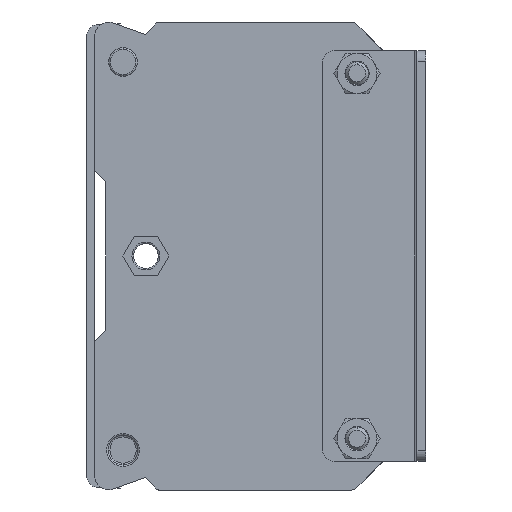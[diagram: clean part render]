
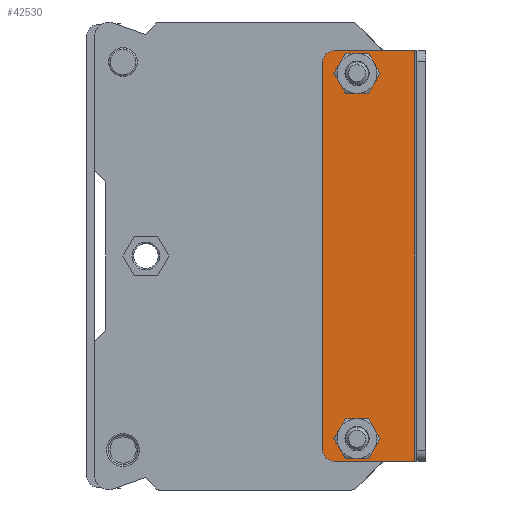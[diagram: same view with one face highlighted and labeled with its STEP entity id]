
A CAD part, left-side view. The second image highlights one B-rep face of the part: STEP entity #42530.
In plain terms, the highlighted planar face has unit normal (-1, 0, 0).
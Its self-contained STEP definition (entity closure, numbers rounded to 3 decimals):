
#8260=DIRECTION('',(0.,0.,1.));
#8261=VECTOR('',#8260,72.);
#8262=CARTESIAN_POINT('',(-1.5,2.,-36.));
#8263=LINE('',#8262,#8261);
#8264=DIRECTION('',(0.,1.,0.));
#8265=VECTOR('',#8264,14.);
#8266=CARTESIAN_POINT('',(-1.5,2.,-36.));
#8267=LINE('',#8266,#8265);
#8268=CARTESIAN_POINT('',(-1.5,16.,-34.));
#8269=DIRECTION('',(1.,0.,0.));
#8270=DIRECTION('',(0.,0.,-1.));
#8271=AXIS2_PLACEMENT_3D('',#8268,#8269,#8270);
#8273=DIRECTION('',(0.,0.,1.));
#8274=VECTOR('',#8273,68.);
#8275=CARTESIAN_POINT('',(-1.5,18.,-34.));
#8276=LINE('',#8275,#8274);
#8277=CARTESIAN_POINT('',(-1.5,16.,34.));
#8278=DIRECTION('',(1.,0.,0.));
#8279=DIRECTION('',(0.,1.,0.));
#8280=AXIS2_PLACEMENT_3D('',#8277,#8278,#8279);
#8282=DIRECTION('',(0.,-1.,0.));
#8283=VECTOR('',#8282,14.);
#8284=CARTESIAN_POINT('',(-1.5,16.,36.));
#8285=LINE('',#8284,#8283);
#8286=CARTESIAN_POINT('',(-1.5,12.,-32.));
#8287=DIRECTION('',(-1.,0.,0.));
#8288=DIRECTION('',(0.,0.866,0.5));
#8289=AXIS2_PLACEMENT_3D('',#8286,#8287,#8288);
#8291=CARTESIAN_POINT('',(-1.5,12.,-32.));
#8292=DIRECTION('',(-1.,0.,0.));
#8293=DIRECTION('',(0.,0.866,-0.5));
#8294=AXIS2_PLACEMENT_3D('',#8291,#8292,#8293);
#8296=CARTESIAN_POINT('',(-1.5,12.,-32.));
#8297=DIRECTION('',(-1.,0.,0.));
#8298=DIRECTION('',(0.,0.,-1.));
#8299=AXIS2_PLACEMENT_3D('',#8296,#8297,#8298);
#8301=CARTESIAN_POINT('',(-1.5,12.,-32.));
#8302=DIRECTION('',(-1.,0.,0.));
#8303=DIRECTION('',(0.,-0.866,-0.5));
#8304=AXIS2_PLACEMENT_3D('',#8301,#8302,#8303);
#8306=CARTESIAN_POINT('',(-1.5,12.,-32.));
#8307=DIRECTION('',(-1.,0.,0.));
#8308=DIRECTION('',(0.,-0.866,0.5));
#8309=AXIS2_PLACEMENT_3D('',#8306,#8307,#8308);
#8311=CARTESIAN_POINT('',(-1.5,12.,-32.));
#8312=DIRECTION('',(-1.,0.,0.));
#8313=DIRECTION('',(0.,0.,1.));
#8314=AXIS2_PLACEMENT_3D('',#8311,#8312,#8313);
#8316=CARTESIAN_POINT('',(-1.5,12.,32.));
#8317=DIRECTION('',(-1.,0.,0.));
#8318=DIRECTION('',(0.,0.866,0.5));
#8319=AXIS2_PLACEMENT_3D('',#8316,#8317,#8318);
#8321=CARTESIAN_POINT('',(-1.5,12.,32.));
#8322=DIRECTION('',(-1.,0.,0.));
#8323=DIRECTION('',(0.,0.866,-0.5));
#8324=AXIS2_PLACEMENT_3D('',#8321,#8322,#8323);
#8326=CARTESIAN_POINT('',(-1.5,12.,32.));
#8327=DIRECTION('',(-1.,0.,0.));
#8328=DIRECTION('',(0.,0.,-1.));
#8329=AXIS2_PLACEMENT_3D('',#8326,#8327,#8328);
#8331=CARTESIAN_POINT('',(-1.5,12.,32.));
#8332=DIRECTION('',(-1.,0.,0.));
#8333=DIRECTION('',(0.,-0.866,-0.5));
#8334=AXIS2_PLACEMENT_3D('',#8331,#8332,#8333);
#8336=CARTESIAN_POINT('',(-1.5,12.,32.));
#8337=DIRECTION('',(-1.,0.,0.));
#8338=DIRECTION('',(0.,-0.866,0.5));
#8339=AXIS2_PLACEMENT_3D('',#8336,#8337,#8338);
#8341=CARTESIAN_POINT('',(-1.5,12.,32.));
#8342=DIRECTION('',(-1.,0.,0.));
#8343=DIRECTION('',(0.,0.,1.));
#8344=AXIS2_PLACEMENT_3D('',#8341,#8342,#8343);
#24912=CARTESIAN_POINT('',(-1.5,16.,-36.));
#24913=CARTESIAN_POINT('',(-1.5,18.,-34.));
#24914=VERTEX_POINT('',#24912);
#24915=VERTEX_POINT('',#24913);
#24916=CARTESIAN_POINT('',(-1.5,18.,34.));
#24917=VERTEX_POINT('',#24916);
#24918=CARTESIAN_POINT('',(-1.5,16.,36.));
#24919=VERTEX_POINT('',#24918);
#24928=CARTESIAN_POINT('',(-1.5,2.,-36.));
#24929=CARTESIAN_POINT('',(-1.5,2.,36.));
#24930=VERTEX_POINT('',#24928);
#24931=VERTEX_POINT('',#24929);
#25130=CARTESIAN_POINT('',(-1.5,15.031,-30.25));
#25131=CARTESIAN_POINT('',(-1.5,15.031,-33.75));
#25132=VERTEX_POINT('',#25130);
#25133=VERTEX_POINT('',#25131);
#25134=CARTESIAN_POINT('',(-1.5,12.,-35.5));
#25135=VERTEX_POINT('',#25134);
#25136=CARTESIAN_POINT('',(-1.5,8.969,-33.75));
#25137=VERTEX_POINT('',#25136);
#25138=CARTESIAN_POINT('',(-1.5,8.969,-30.25));
#25139=VERTEX_POINT('',#25138);
#25140=CARTESIAN_POINT('',(-1.5,12.,-28.5));
#25141=VERTEX_POINT('',#25140);
#25254=CARTESIAN_POINT('',(-1.5,15.031,33.75));
#25255=CARTESIAN_POINT('',(-1.5,15.031,30.25));
#25256=VERTEX_POINT('',#25254);
#25257=VERTEX_POINT('',#25255);
#25258=CARTESIAN_POINT('',(-1.5,12.,28.5));
#25259=VERTEX_POINT('',#25258);
#25260=CARTESIAN_POINT('',(-1.5,8.969,30.25));
#25261=VERTEX_POINT('',#25260);
#25262=CARTESIAN_POINT('',(-1.5,8.969,33.75));
#25263=VERTEX_POINT('',#25262);
#25264=CARTESIAN_POINT('',(-1.5,12.,35.5));
#25265=VERTEX_POINT('',#25264);
#42489=CARTESIAN_POINT('',(-1.5,0.,0.));
#42490=DIRECTION('',(1.,0.,0.));
#42491=DIRECTION('',(0.,0.,1.));
#42492=AXIS2_PLACEMENT_3D('',#42489,#42490,#42491);
#42493=PLANE('',#42492);
#42495=ORIENTED_EDGE('',*,*,#42494,.F.);
#42497=ORIENTED_EDGE('',*,*,#42496,.T.);
#42499=ORIENTED_EDGE('',*,*,#42498,.T.);
#42501=ORIENTED_EDGE('',*,*,#42500,.T.);
#42503=ORIENTED_EDGE('',*,*,#42502,.T.);
#42504=ORIENTED_EDGE('',*,*,#40950,.T.);
#42505=EDGE_LOOP('',(#42495,#42497,#42499,#42501,#42503,#42504));
#42506=FACE_OUTER_BOUND('',#42505,.F.);
#42508=ORIENTED_EDGE('',*,*,#42507,.T.);
#42509=ORIENTED_EDGE('',*,*,#42425,.T.);
#42510=ORIENTED_EDGE('',*,*,#42439,.T.);
#42511=ORIENTED_EDGE('',*,*,#42453,.T.);
#42512=ORIENTED_EDGE('',*,*,#42467,.T.);
#42513=ORIENTED_EDGE('',*,*,#42481,.T.);
#42514=EDGE_LOOP('',(#42508,#42509,#42510,#42511,#42512,#42513));
#42515=FACE_BOUND('',#42514,.F.);
#42517=ORIENTED_EDGE('',*,*,#42516,.T.);
#42519=ORIENTED_EDGE('',*,*,#42518,.T.);
#42521=ORIENTED_EDGE('',*,*,#42520,.T.);
#42523=ORIENTED_EDGE('',*,*,#42522,.T.);
#42525=ORIENTED_EDGE('',*,*,#42524,.T.);
#42527=ORIENTED_EDGE('',*,*,#42526,.T.);
#42528=EDGE_LOOP('',(#42517,#42519,#42521,#42523,#42525,#42527));
#42529=FACE_BOUND('',#42528,.F.);
#42530=ADVANCED_FACE('',(#42506,#42515,#42529),#42493,.F.);
#8272=CIRCLE('',#8271,2.);
#8281=CIRCLE('',#8280,2.);
#8290=CIRCLE('',#8289,3.5);
#8295=CIRCLE('',#8294,3.5);
#8300=CIRCLE('',#8299,3.5);
#8305=CIRCLE('',#8304,3.5);
#8310=CIRCLE('',#8309,3.5);
#8315=CIRCLE('',#8314,3.5);
#8320=CIRCLE('',#8319,3.5);
#8325=CIRCLE('',#8324,3.5);
#8330=CIRCLE('',#8329,3.5);
#8335=CIRCLE('',#8334,3.5);
#8340=CIRCLE('',#8339,3.5);
#8345=CIRCLE('',#8344,3.5);
#40950=EDGE_CURVE('',#24919,#24931,#8285,.T.);
#42425=EDGE_CURVE('',#25133,#25135,#8295,.T.);
#42439=EDGE_CURVE('',#25135,#25137,#8300,.T.);
#42453=EDGE_CURVE('',#25137,#25139,#8305,.T.);
#42467=EDGE_CURVE('',#25139,#25141,#8310,.T.);
#42481=EDGE_CURVE('',#25141,#25132,#8315,.T.);
#42494=EDGE_CURVE('',#24930,#24931,#8263,.T.);
#42496=EDGE_CURVE('',#24930,#24914,#8267,.T.);
#42498=EDGE_CURVE('',#24914,#24915,#8272,.T.);
#42500=EDGE_CURVE('',#24915,#24917,#8276,.T.);
#42502=EDGE_CURVE('',#24917,#24919,#8281,.T.);
#42507=EDGE_CURVE('',#25132,#25133,#8290,.T.);
#42516=EDGE_CURVE('',#25256,#25257,#8320,.T.);
#42518=EDGE_CURVE('',#25257,#25259,#8325,.T.);
#42520=EDGE_CURVE('',#25259,#25261,#8330,.T.);
#42522=EDGE_CURVE('',#25261,#25263,#8335,.T.);
#42524=EDGE_CURVE('',#25263,#25265,#8340,.T.);
#42526=EDGE_CURVE('',#25265,#25256,#8345,.T.);
